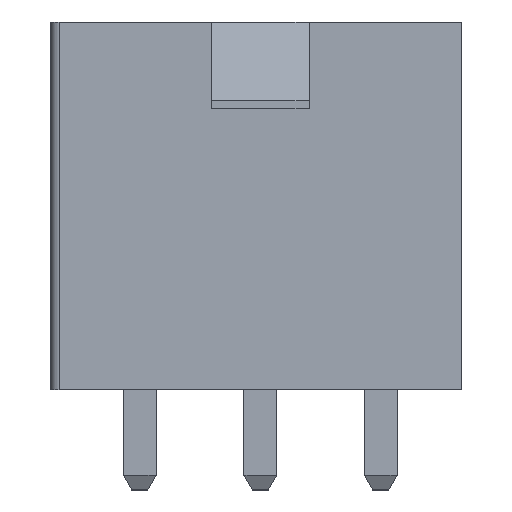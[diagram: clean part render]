
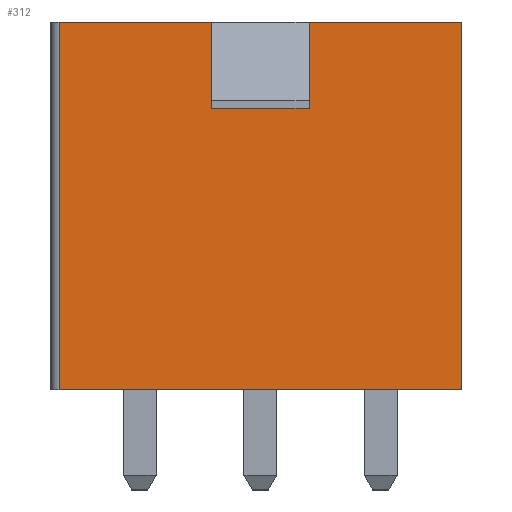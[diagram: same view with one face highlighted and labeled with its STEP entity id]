
A CAD part, top view. The second image highlights one B-rep face of the part: STEP entity #312.
In plain terms, the highlighted planar face has unit normal (0, 0, 1).
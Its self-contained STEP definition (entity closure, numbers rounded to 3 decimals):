
#92 = VERTEX_POINT ( 'NONE', #1124 ) ;
#114 = CARTESIAN_POINT ( 'NONE',  ( -14., 12.8, 0. ) ) ;
#173 = ORIENTED_EDGE ( 'NONE', *, *, #4358, .T. ) ;
#196 = VERTEX_POINT ( 'NONE', #114 ) ;
#219 = CARTESIAN_POINT ( 'NONE',  ( -14., 0., 0. ) ) ;
#312 = ADVANCED_FACE ( 'NONE', ( #1252 ), #1278, .T. ) ;
#319 = CARTESIAN_POINT ( 'NONE',  ( -8.7, 12.8, 0. ) ) ;
#387 = LINE ( 'NONE', #1395, #3741 ) ;
#570 = VECTOR ( 'NONE', #2148, 1000. ) ;
#610 = VECTOR ( 'NONE', #1005, 1000. ) ;
#622 = LINE ( 'NONE', #1137, #570 ) ;
#701 = ORIENTED_EDGE ( 'NONE', *, *, #1874, .F. ) ;
#756 = VERTEX_POINT ( 'NONE', #2081 ) ;
#889 = VECTOR ( 'NONE', #4500, 1000. ) ;
#1005 = DIRECTION ( 'NONE',  ( -1., 0., 0. ) ) ;
#1027 = VERTEX_POINT ( 'NONE', #3639 ) ;
#1041 = VERTEX_POINT ( 'NONE', #1120 ) ;
#1120 = CARTESIAN_POINT ( 'NONE',  ( -5.3, 12.8, 0. ) ) ;
#1124 = CARTESIAN_POINT ( 'NONE',  ( -5.3, 9.8, 0. ) ) ;
#1137 = CARTESIAN_POINT ( 'NONE',  ( -8.7, 12.8, 0. ) ) ;
#1175 = VERTEX_POINT ( 'NONE', #219 ) ;
#1252 = FACE_OUTER_BOUND ( 'NONE', #3912, .T. ) ;
#1278 = PLANE ( 'NONE',  #3334 ) ;
#1395 = CARTESIAN_POINT ( 'NONE',  ( 4., 9.8, 0. ) ) ;
#1476 = ORIENTED_EDGE ( 'NONE', *, *, #2753, .F. ) ;
#1483 = ORIENTED_EDGE ( 'NONE', *, *, #1894, .T. ) ;
#1643 = CARTESIAN_POINT ( 'NONE',  ( -14., 12.8, 0. ) ) ;
#1874 = EDGE_CURVE ( 'NONE', #1027, #756, #3217, .T. ) ;
#1894 = EDGE_CURVE ( 'NONE', #4564, #196, #2560, .T. ) ;
#1947 = ORIENTED_EDGE ( 'NONE', *, *, #1984, .T. ) ;
#1984 = EDGE_CURVE ( 'NONE', #196, #1175, #2047, .T. ) ;
#2037 = CARTESIAN_POINT ( 'NONE',  ( 0., 12.8, 0. ) ) ;
#2047 = LINE ( 'NONE', #1643, #889 ) ;
#2065 = ORIENTED_EDGE ( 'NONE', *, *, #4542, .T. ) ;
#2081 = CARTESIAN_POINT ( 'NONE',  ( 0., 0., 0. ) ) ;
#2098 = LINE ( 'NONE', #2966, #4361 ) ;
#2148 = DIRECTION ( 'NONE',  ( 0., -1., 0. ) ) ;
#2275 = LINE ( 'NONE', #2037, #610 ) ;
#2292 = ORIENTED_EDGE ( 'NONE', *, *, #2835, .T. ) ;
#2446 = DIRECTION ( 'NONE',  ( -1., 0., 0. ) ) ;
#2560 = LINE ( 'NONE', #3709, #2616 ) ;
#2616 = VECTOR ( 'NONE', #4040, 1000. ) ;
#2660 = VECTOR ( 'NONE', #4579, 1000. ) ;
#2661 = DIRECTION ( 'NONE',  ( 0., -1., 0. ) ) ;
#2753 = EDGE_CURVE ( 'NONE', #756, #1175, #4028, .T. ) ;
#2835 = EDGE_CURVE ( 'NONE', #92, #4311, #387, .T. ) ;
#2966 = CARTESIAN_POINT ( 'NONE',  ( -5.3, 12.8, 0. ) ) ;
#3085 = DIRECTION ( 'NONE',  ( 0., 0., 1. ) ) ;
#3217 = LINE ( 'NONE', #4418, #3595 ) ;
#3334 = AXIS2_PLACEMENT_3D ( 'NONE', #3378, #3085, #3710 ) ;
#3378 = CARTESIAN_POINT ( 'NONE',  ( 0., 12.8, 0. ) ) ;
#3532 = EDGE_CURVE ( 'NONE', #4564, #4311, #622, .T. ) ;
#3595 = VECTOR ( 'NONE', #2661, 1000. ) ;
#3639 = CARTESIAN_POINT ( 'NONE',  ( 0., 12.8, 0. ) ) ;
#3686 = CARTESIAN_POINT ( 'NONE',  ( -8.7, 9.8, 0. ) ) ;
#3709 = CARTESIAN_POINT ( 'NONE',  ( 0., 12.8, 0. ) ) ;
#3710 = DIRECTION ( 'NONE',  ( 1., 0., 0. ) ) ;
#3711 = ORIENTED_EDGE ( 'NONE', *, *, #3532, .F. ) ;
#3741 = VECTOR ( 'NONE', #2446, 1000. ) ;
#3912 = EDGE_LOOP ( 'NONE', ( #173, #2292, #3711, #1483, #1947, #1476, #701, #2065 ) ) ;
#4017 = DIRECTION ( 'NONE',  ( 0., -1., 0. ) ) ;
#4028 = LINE ( 'NONE', #4569, #2660 ) ;
#4040 = DIRECTION ( 'NONE',  ( -1., 0., 0. ) ) ;
#4311 = VERTEX_POINT ( 'NONE', #3686 ) ;
#4358 = EDGE_CURVE ( 'NONE', #1041, #92, #2098, .T. ) ;
#4361 = VECTOR ( 'NONE', #4017, 1000. ) ;
#4418 = CARTESIAN_POINT ( 'NONE',  ( 0., 12.8, 0. ) ) ;
#4500 = DIRECTION ( 'NONE',  ( 0., -1., 0. ) ) ;
#4542 = EDGE_CURVE ( 'NONE', #1027, #1041, #2275, .T. ) ;
#4564 = VERTEX_POINT ( 'NONE', #319 ) ;
#4569 = CARTESIAN_POINT ( 'NONE',  ( 0., 0., 0. ) ) ;
#4579 = DIRECTION ( 'NONE',  ( -1., 0., 0. ) ) ;
